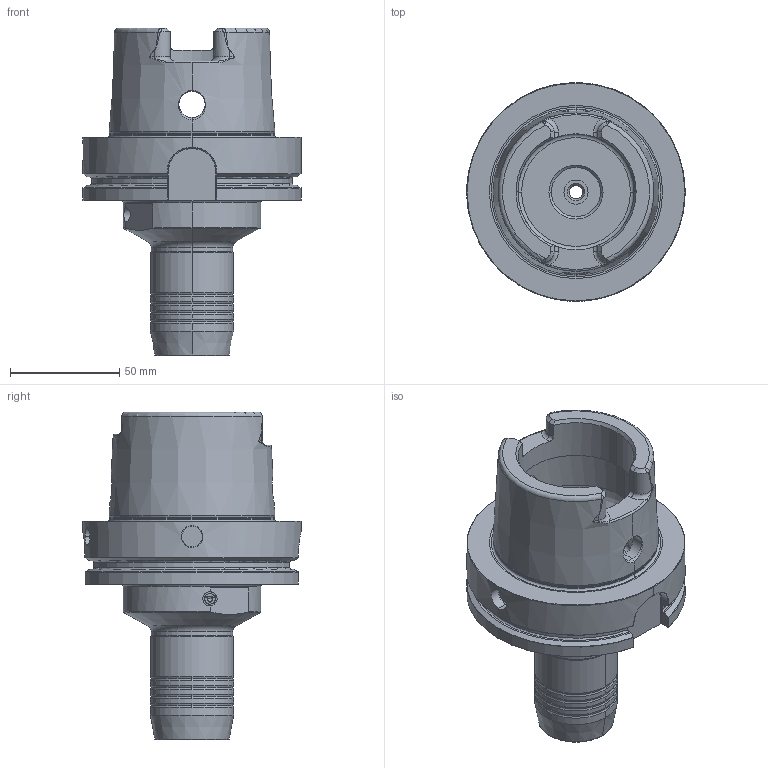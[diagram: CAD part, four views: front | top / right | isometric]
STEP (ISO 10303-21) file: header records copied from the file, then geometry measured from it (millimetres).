
FILE_DESCRIPTION (( 'STEP AP214' ), '1' );
FILE_NAME ('77.A10.016 X=100_step.STEP', '2020-09-22T06:14:10', ( '' ), ( '' ), 'SwSTEP 2.0', 'SolidWorks 2018', '' );
FILE_SCHEMA (( 'AUTOMOTIVE_DESIGN' ));
Length unit declared in the file: millimetre
Products named in the file (1): 77.A10.016 X=100_step
Bounding box: 99.93 x 99.93 x 149.9 mm (x, y, z)
Volume: 350739.8 mm3; surface area: 78325.7 mm2
Topology: 10 solids, 10 shells, 554 faces, 1303 edges, 778 vertices
Faces by surface type: cylinder 167, cone 119, plane 117, torus 109, bspline 38, sphere 4
Entity records: 27413 total; most frequent: CARTESIAN_POINT 8768, DIRECTION 2682, ORIENTED_EDGE 2570, EDGE_CURVE 1285, AXIS2_PLACEMENT_3D 1135, VERTEX_POINT 772, CIRCLE 618, EDGE_LOOP 593
